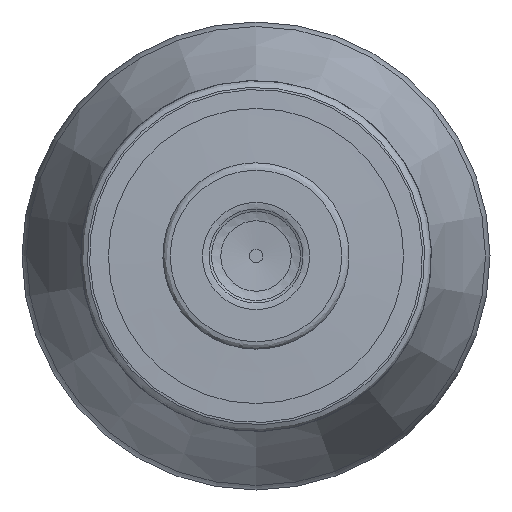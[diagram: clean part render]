
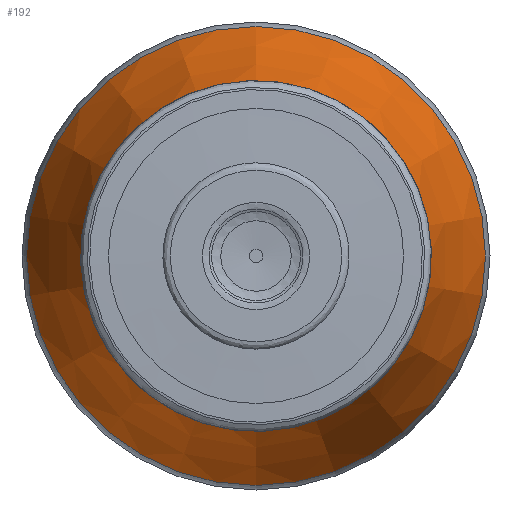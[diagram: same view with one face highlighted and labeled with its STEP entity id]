
A CAD part, left-side view. The second image highlights one B-rep face of the part: STEP entity #192.
In plain terms, the highlighted conical face has half-angle 20.221 degrees and reference radius 15.692 mm.
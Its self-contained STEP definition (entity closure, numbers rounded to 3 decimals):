
#87=CONICAL_SURFACE('',#532,15.692,20.221);
#131=FACE_BOUND('',#257,.T.);
#132=FACE_BOUND('',#258,.T.);
#192=ADVANCED_FACE('',(#131,#132),#87,.T.);
#257=EDGE_LOOP('',(#335));
#258=EDGE_LOOP('',(#336));
#335=ORIENTED_EDGE('',*,*,#438,.T.);
#336=ORIENTED_EDGE('',*,*,#437,.F.);
#398=VERTEX_POINT('',#764);
#399=VERTEX_POINT('',#767);
#437=EDGE_CURVE('',#398,#398,#476,.T.);
#438=EDGE_CURVE('',#399,#399,#477,.T.);
#476=CIRCLE('',#529,15.692);
#477=CIRCLE('',#531,11.808);
#529=AXIS2_PLACEMENT_3D('',#763,#627,#628);
#531=AXIS2_PLACEMENT_3D('',#766,#631,#632);
#532=AXIS2_PLACEMENT_3D('',#768,#633,#634);
#627=DIRECTION('',(1.,0.,0.));
#628=DIRECTION('',(0.,0.,1.));
#631=DIRECTION('',(1.,0.,0.));
#632=DIRECTION('',(0.,0.,1.));
#633=DIRECTION('',(1.,0.,0.));
#634=DIRECTION('',(0.,0.,-1.));
#763=CARTESIAN_POINT('',(88.272,0.,0.));
#764=CARTESIAN_POINT('',(88.272,0.,15.692));
#766=CARTESIAN_POINT('',(77.728,0.,0.));
#767=CARTESIAN_POINT('',(77.728,0.,11.808));
#768=CARTESIAN_POINT('',(88.272,0.,0.));
